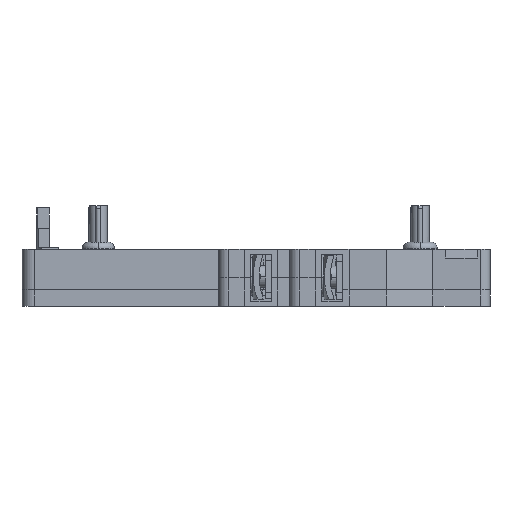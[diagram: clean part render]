
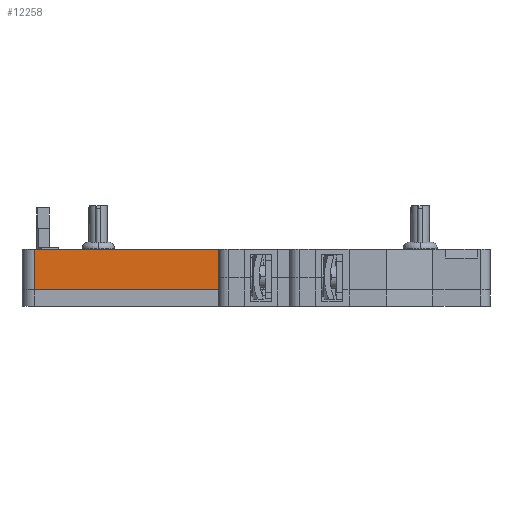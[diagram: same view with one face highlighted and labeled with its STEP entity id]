
A CAD part, left-side view. The second image highlights one B-rep face of the part: STEP entity #12258.
In plain terms, the highlighted planar face has unit normal (-1, 0, 0).
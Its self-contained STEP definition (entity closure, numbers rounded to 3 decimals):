
#1175=DIRECTION('',(0.,-1.,0.));
#1176=VECTOR('',#1175,28.997);
#1177=CARTESIAN_POINT('',(-22.5,34.85,0.));
#1178=LINE('',#1177,#1176);
#1669=DIRECTION('',(0.,0.,1.));
#1670=VECTOR('',#1669,4.5);
#1671=CARTESIAN_POINT('',(-22.5,5.853,1.9));
#1672=LINE('',#1671,#1670);
#1690=DIRECTION('',(0.,0.,1.));
#1691=VECTOR('',#1690,1.9);
#1692=CARTESIAN_POINT('',(-22.5,5.853,0.));
#1693=LINE('',#1692,#1691);
#1697=DIRECTION('',(0.,0.,-1.));
#1698=VECTOR('',#1697,6.4);
#1699=CARTESIAN_POINT('',(-22.5,34.85,6.4));
#1700=LINE('',#1699,#1698);
#5370=DIRECTION('',(0.,-1.,0.));
#5371=VECTOR('',#5370,28.997);
#5372=CARTESIAN_POINT('',(-22.5,34.85,6.4));
#5373=LINE('',#5372,#5371);
#9658=CARTESIAN_POINT('',(-22.5,34.85,0.));
#9660=VERTEX_POINT('',#9658);
#9664=CARTESIAN_POINT('',(-22.5,34.85,6.4));
#9665=VERTEX_POINT('',#9664);
#9666=CARTESIAN_POINT('',(-22.5,5.853,6.4));
#9667=VERTEX_POINT('',#9666);
#10519=CARTESIAN_POINT('',(-22.5,5.853,0.));
#10521=VERTEX_POINT('',#10519);
#10533=CARTESIAN_POINT('',(-22.5,5.853,1.9));
#10534=VERTEX_POINT('',#10533);
#12243=CARTESIAN_POINT('',(-22.5,36.85,0.));
#12244=DIRECTION('',(-1.,0.,0.));
#12245=DIRECTION('',(0.,-1.,0.));
#12246=AXIS2_PLACEMENT_3D('',#12243,#12244,#12245);
#12247=PLANE('',#12246);
#12249=ORIENTED_EDGE('',*,*,#12248,.F.);
#12250=ORIENTED_EDGE('',*,*,#11676,.F.);
#12252=ORIENTED_EDGE('',*,*,#12251,.F.);
#12254=ORIENTED_EDGE('',*,*,#12253,.T.);
#12255=ORIENTED_EDGE('',*,*,#12226,.F.);
#12256=EDGE_LOOP('',(#12249,#12250,#12252,#12254,#12255));
#12257=FACE_OUTER_BOUND('',#12256,.F.);
#12258=ADVANCED_FACE('',(#12257),#12247,.T.);
#11676=EDGE_CURVE('',#9660,#10521,#1178,.T.);
#12226=EDGE_CURVE('',#10534,#9667,#1672,.T.);
#12248=EDGE_CURVE('',#10521,#10534,#1693,.T.);
#12251=EDGE_CURVE('',#9665,#9660,#1700,.T.);
#12253=EDGE_CURVE('',#9665,#9667,#5373,.T.);
